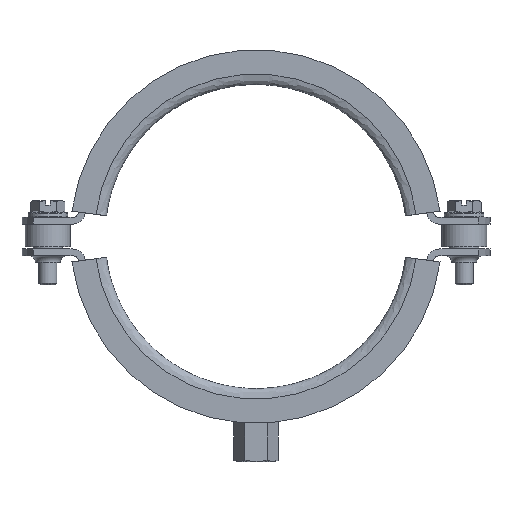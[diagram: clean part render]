
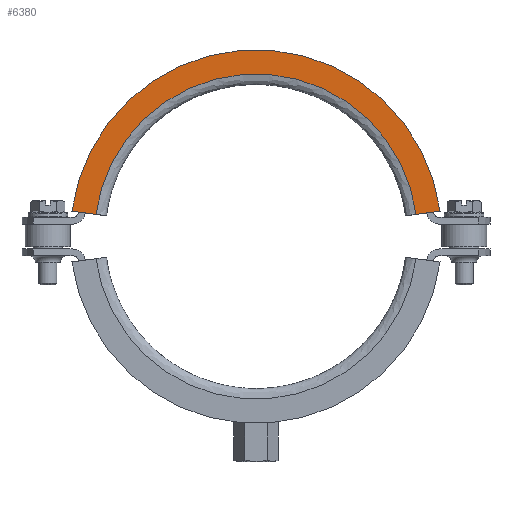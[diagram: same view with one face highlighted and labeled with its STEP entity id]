
A CAD part, left-side view. The second image highlights one B-rep face of the part: STEP entity #6380.
In plain terms, the highlighted planar face has unit normal (-1, 0, 0).
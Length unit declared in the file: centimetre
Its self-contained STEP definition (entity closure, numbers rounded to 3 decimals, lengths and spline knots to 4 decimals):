
#674=LINE('',#10730,#1184);
#697=LINE('',#11046,#1207);
#1184=VECTOR('',#7678,10.);
#1207=VECTOR('',#7703,10.);
#1598=PLANE('',#6865);
#1855=FACE_OUTER_BOUND('',#2239,.T.);
#2239=EDGE_LOOP('',(#5124,#5125,#5126,#5127));
#2618=CIRCLE('',#6864,82.5);
#2619=CIRCLE('',#6866,71.75);
#2912=VERTEX_POINT('',#10727);
#2913=VERTEX_POINT('',#10729);
#2950=VERTEX_POINT('',#11026);
#2951=VERTEX_POINT('',#11045);
#3669=EDGE_CURVE('',#2913,#2912,#674,.T.);
#3707=EDGE_CURVE('',#2951,#2950,#697,.T.);
#3746=EDGE_CURVE('',#2912,#2951,#2618,.T.);
#3747=EDGE_CURVE('',#2913,#2950,#2619,.T.);
#5124=ORIENTED_EDGE('',*,*,#3669,.T.);
#5125=ORIENTED_EDGE('',*,*,#3746,.T.);
#5126=ORIENTED_EDGE('',*,*,#3707,.T.);
#5127=ORIENTED_EDGE('',*,*,#3747,.F.);
#6380=ADVANCED_FACE('',(#1855),#1598,.T.);
#6864=AXIS2_PLACEMENT_3D('',#11363,#7790,#7791);
#6865=AXIS2_PLACEMENT_3D('',#11364,#7792,#7793);
#6866=AXIS2_PLACEMENT_3D('',#11365,#7794,#7795);
#7678=DIRECTION('',(0.,-0.991,0.131));
#7703=DIRECTION('',(0.,-0.991,-0.131));
#7790=DIRECTION('center_axis',(-1.,0.,0.));
#7791=DIRECTION('ref_axis',(0.,-1.,0.));
#7792=DIRECTION('center_axis',(-1.,0.,0.));
#7793=DIRECTION('ref_axis',(0.,-1.,0.));
#7794=DIRECTION('center_axis',(-1.,0.,0.));
#7795=DIRECTION('ref_axis',(0.,-1.,0.));
#10727=CARTESIAN_POINT('',(-14.5,-76.8867,110.7684));
#10729=CARTESIAN_POINT('',(-14.5,-66.2287,109.3653));
#10730=CARTESIAN_POINT('',(-14.5,-71.2534,110.0268));
#11026=CARTESIAN_POINT('',(-14.5,76.0436,109.3653));
#11045=CARTESIAN_POINT('',(-14.5,86.7017,110.7684));
#11046=CARTESIAN_POINT('',(-14.5,-30.3563,95.3574));
#11363=CARTESIAN_POINT('Origin',(-14.5,4.9075,100.));
#11364=CARTESIAN_POINT('Origin',(-14.5,-66.8425,100.));
#11365=CARTESIAN_POINT('Origin',(-14.5,4.9075,100.));
